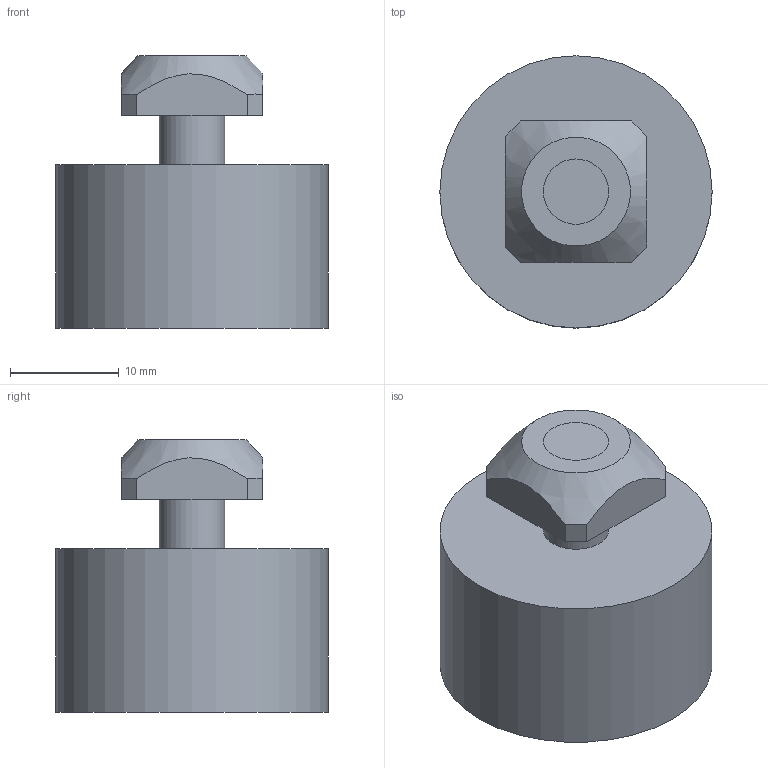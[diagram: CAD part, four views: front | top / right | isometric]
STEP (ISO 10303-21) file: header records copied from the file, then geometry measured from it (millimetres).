
FILE_DESCRIPTION((''),'2;1');
FILE_NAME('ANDY''21.1759 STOPPER 25.stp','2010-06-25T11:59:12',('Administrator'),(''),'Autodesk Inventor 2009','Autodesk Inventor 2009','');
FILE_SCHEMA(('AUTOMOTIVE_DESIGN { 1 0 10303 214 1 1 1 1 }'));
Length unit declared in the file: millimetre
Products named in the file (3): 21.1759 STOPPER 25; 21.1330 M6 SQUARE NUT
Assembly tree (2 placements, depth 2):
  21.1759 STOPPER 25
    21.1759 STOPPER 25
    21.1330 M6 SQUARE NUT
Bounding box: 25 x 25 x 25 mm (x, y, z)
Volume: 8274.7 mm3; surface area: 2912.7 mm2
Topology: 2 solids, 2 shells, 17 faces, 36 edges, 24 vertices
Faces by surface type: plane 13, cylinder 3, cone 1
Full cylindrical faces by diameter (mm): 6 x2, 25 x1
Entity records: 525 total; most frequent: CARTESIAN_POINT 92, DIRECTION 74, ORIENTED_EDGE 62, EDGE_CURVE 31, AXIS2_PLACEMENT_3D 29, EDGE_LOOP 24, VERTEX_POINT 23, FACE_OUTER_BOUND 17
